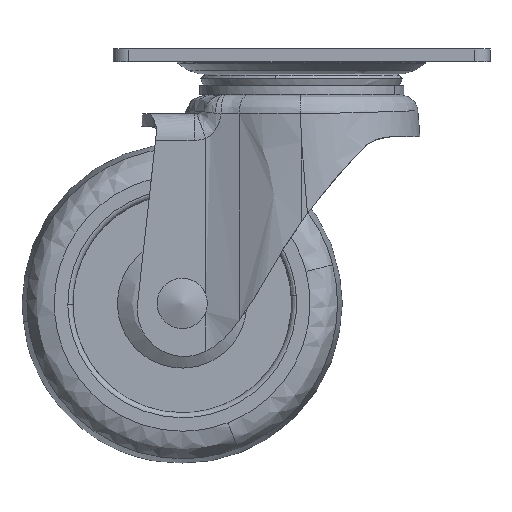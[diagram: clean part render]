
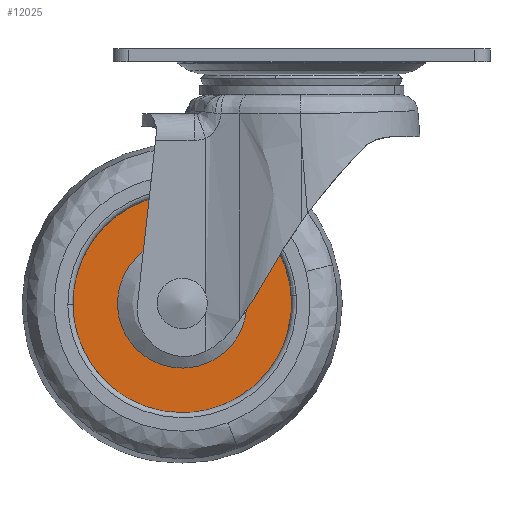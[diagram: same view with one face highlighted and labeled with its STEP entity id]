
A CAD part, front view. The second image highlights one B-rep face of the part: STEP entity #12025.
In plain terms, the highlighted free-form (B-spline) face has degree [1, 1] with [2, 2] control points.
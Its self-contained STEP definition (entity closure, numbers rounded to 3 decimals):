
#9821=CARTESIAN_POINT('',(-3.776,-9.,-48.926));
#9822=VERTEX_POINT('',#9821);
#9828=CARTESIAN_POINT('',(-19.0,-9.,-57.9));
#9829=VERTEX_POINT('',#9828);
#9830=CARTESIAN_POINT('',(-3.776,-9.,-48.926));
#9831=CARTESIAN_POINT('',(-8.743,-9.,-57.9));
#9832=CARTESIAN_POINT('',(-19.0,-9.,-57.9));
#9840=(BOUNDED_CURVE()B_SPLINE_CURVE(2,(#9830,#9831,#9832),.UNSPECIFIED.,.F.,.U.)B_SPLINE_CURVE_WITH_KNOTS((3,3),(0.332,0.5),.UNSPECIFIED.)CURVE()GEOMETRIC_REPRESENTATION_ITEM()RATIONAL_B_SPLINE_CURVE((0.87,0.804,1.0))REPRESENTATION_ITEM(''));
#9841=EDGE_CURVE('',#9822,#9829,#9840,.T.);
#9843=CARTESIAN_POINT('',(-30.755,-9.,-53.329));
#9844=VERTEX_POINT('',#9843);
#9845=CARTESIAN_POINT('',(-19.0,-9.,-57.9));
#9846=CARTESIAN_POINT('',(-25.766,-9.,-57.9));
#9847=CARTESIAN_POINT('',(-30.755,-9.,-53.329));
#9855=(BOUNDED_CURVE()B_SPLINE_CURVE(2,(#9845,#9846,#9847),.UNSPECIFIED.,.F.,.U.)B_SPLINE_CURVE_WITH_KNOTS((3,3),(0.5,0.618),.UNSPECIFIED.)CURVE()GEOMETRIC_REPRESENTATION_ITEM()RATIONAL_B_SPLINE_CURVE((1.0,0.861,0.854))REPRESENTATION_ITEM(''));
#9856=EDGE_CURVE('',#9829,#9844,#9855,.T.);
#9966=CARTESIAN_POINT('',(-19.0,-9.,-23.101));
#9967=VERTEX_POINT('',#9966);
#9968=CARTESIAN_POINT('',(-30.755,-9.,-53.329));
#9969=CARTESIAN_POINT('',(-36.4,-9.,-48.157));
#9970=CARTESIAN_POINT('',(-36.4,-9.,-40.5));
#9971=CARTESIAN_POINT('',(-36.4,-9.,-23.101));
#9972=CARTESIAN_POINT('',(-19.0,-9.,-23.101));
#9980=(BOUNDED_CURVE()B_SPLINE_CURVE(2,(#9968,#9969,#9970,#9971,#9972),.UNSPECIFIED.,.F.,.U.)B_SPLINE_CURVE_WITH_KNOTS((3,2,3),(0.618,0.75,1.0),.UNSPECIFIED.)CURVE()GEOMETRIC_REPRESENTATION_ITEM()RATIONAL_B_SPLINE_CURVE((0.854,0.846,1.0,0.707,1.0))REPRESENTATION_ITEM(''));
#9981=EDGE_CURVE('',#9844,#9967,#9980,.T.);
#9983=CARTESIAN_POINT('',(-19.0,-9.,-23.101));
#9984=CARTESIAN_POINT('',(-1.6,-9.,-23.101));
#9985=CARTESIAN_POINT('',(-1.6,-9.,-40.5));
#9986=CARTESIAN_POINT('',(-1.6,-9.,-44.994));
#9987=CARTESIAN_POINT('',(-3.776,-9.,-48.926));
#9995=(BOUNDED_CURVE()B_SPLINE_CURVE(2,(#9983,#9984,#9985,#9986,#9987),.UNSPECIFIED.,.F.,.U.)B_SPLINE_CURVE_WITH_KNOTS((3,2,3),(0.0,0.25,0.332),.UNSPECIFIED.)CURVE()GEOMETRIC_REPRESENTATION_ITEM()RATIONAL_B_SPLINE_CURVE((1.0,0.707,1.0,0.903,0.87))REPRESENTATION_ITEM(''));
#9996=EDGE_CURVE('',#9967,#9822,#9995,.T.);
#11675=CARTESIAN_POINT('',(-19.0,-9.,-30.201));
#11676=VERTEX_POINT('',#11675);
#11690=CARTESIAN_POINT('',(-19.0,-9.,-50.8));
#11691=VERTEX_POINT('',#11690);
#11692=CARTESIAN_POINT('',(-19.0,-9.,-50.8));
#11693=CARTESIAN_POINT('',(-29.3,-9.,-50.8));
#11694=CARTESIAN_POINT('',(-29.3,-9.,-40.5));
#11695=CARTESIAN_POINT('',(-29.3,-9.,-30.201));
#11696=CARTESIAN_POINT('',(-19.0,-9.,-30.201));
#11704=(BOUNDED_CURVE()B_SPLINE_CURVE(2,(#11692,#11693,#11694,#11695,#11696),.UNSPECIFIED.,.F.,.U.)B_SPLINE_CURVE_WITH_KNOTS((3,2,3),(0.5,0.75,1.0),.UNSPECIFIED.)CURVE()GEOMETRIC_REPRESENTATION_ITEM()RATIONAL_B_SPLINE_CURVE((1.0,0.707,1.0,0.707,1.0))REPRESENTATION_ITEM(''));
#11705=EDGE_CURVE('',#11691,#11676,#11704,.T.);
#11707=CARTESIAN_POINT('',(-8.769,-9.,-39.311));
#11708=VERTEX_POINT('',#11707);
#11709=CARTESIAN_POINT('',(-8.769,-9.,-39.311));
#11710=CARTESIAN_POINT('',(-8.7,-9.,-39.904));
#11711=CARTESIAN_POINT('',(-8.7,-9.,-40.5));
#11712=CARTESIAN_POINT('',(-8.7,-9.,-50.8));
#11713=CARTESIAN_POINT('',(-19.0,-9.,-50.8));
#11721=(BOUNDED_CURVE()B_SPLINE_CURVE(2,(#11709,#11710,#11711,#11712,#11713),.UNSPECIFIED.,.F.,.U.)B_SPLINE_CURVE_WITH_KNOTS((3,2,3),(0.23,0.25,0.5),.UNSPECIFIED.)CURVE()GEOMETRIC_REPRESENTATION_ITEM()RATIONAL_B_SPLINE_CURVE((0.957,0.977,1.0,0.707,1.0))REPRESENTATION_ITEM(''));
#11722=EDGE_CURVE('',#11708,#11691,#11721,.T.);
#11771=CARTESIAN_POINT('',(-19.0,-9.,-30.201));
#11772=CARTESIAN_POINT('',(-9.828,-9.,-30.201));
#11773=CARTESIAN_POINT('',(-8.769,-9.,-39.311));
#11781=(BOUNDED_CURVE()B_SPLINE_CURVE(2,(#11771,#11772,#11773),.UNSPECIFIED.,.F.,.U.)B_SPLINE_CURVE_WITH_KNOTS((3,3),(0.0,0.23),.UNSPECIFIED.)CURVE()GEOMETRIC_REPRESENTATION_ITEM()RATIONAL_B_SPLINE_CURVE((1.0,0.731,0.957))REPRESENTATION_ITEM(''));
#11782=EDGE_CURVE('',#11676,#11708,#11781,.T.);
#12009=CARTESIAN_POINT('',(-38.13,-9.,-21.362));
#12010=CARTESIAN_POINT('',(-38.13,-9.,-59.639));
#12011=CARTESIAN_POINT('',(0.134,-9.,-21.362));
#12012=CARTESIAN_POINT('',(0.134,-9.,-59.639));
#12013=B_SPLINE_SURFACE_WITH_KNOTS('',1,1,((#12009,#12011),(#12010,#12012)),.UNSPECIFIED.,.F.,.F.,.U.,(2,2),(2,2),(0.0,38.276),(0.0,38.264),.UNSPECIFIED.);
#12014=ORIENTED_EDGE('',*,*,#9981,.F.);
#12015=ORIENTED_EDGE('',*,*,#9856,.F.);
#12016=ORIENTED_EDGE('',*,*,#9841,.F.);
#12017=ORIENTED_EDGE('',*,*,#9996,.F.);
#12018=EDGE_LOOP('',(#12014,#12015,#12016,#12017));
#12019=FACE_OUTER_BOUND('',#12018,.T.);
#12020=ORIENTED_EDGE('',*,*,#11705,.T.);
#12021=ORIENTED_EDGE('',*,*,#11782,.T.);
#12022=ORIENTED_EDGE('',*,*,#11722,.T.);
#12023=EDGE_LOOP('',(#12020,#12021,#12022));
#12024=FACE_BOUND('',#12023,.T.);
#12025=ADVANCED_FACE('',(#12019,#12024),#12013,.T.);
